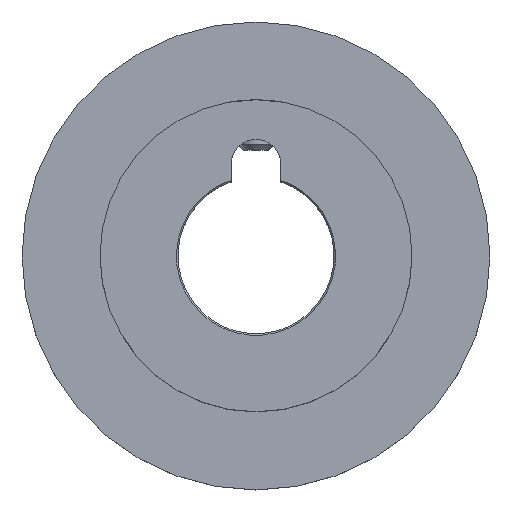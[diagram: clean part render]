
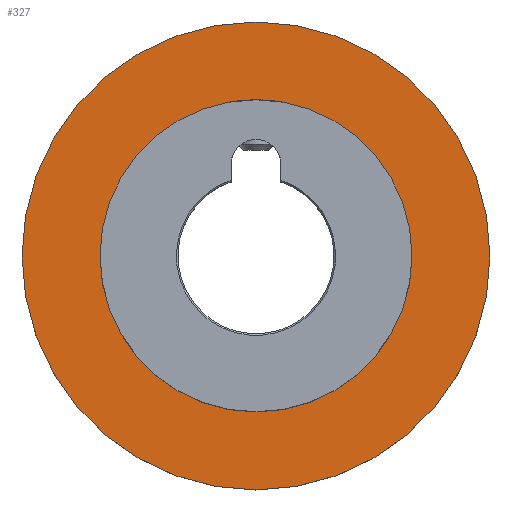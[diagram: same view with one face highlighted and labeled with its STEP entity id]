
A CAD part, top view. The second image highlights one B-rep face of the part: STEP entity #327.
In plain terms, the highlighted planar face has unit normal (0, 0, 1).
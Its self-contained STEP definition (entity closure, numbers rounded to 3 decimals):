
#327 = ADVANCED_FACE( '', ( #516, #517 ), #518, .T. );
#516 = FACE_OUTER_BOUND( '', #788, .T. );
#517 = FACE_BOUND( '', #789, .T. );
#518 = PLANE( '', #790 );
#788 = EDGE_LOOP( '', ( #1109 ) );
#789 = EDGE_LOOP( '', ( #1110 ) );
#790 = AXIS2_PLACEMENT_3D( '', #1111, #1112, #1113 );
#1109 = ORIENTED_EDGE( '', *, *, #1929, .T. );
#1110 = ORIENTED_EDGE( '', *, *, #1922, .F. );
#1111 = CARTESIAN_POINT( '', ( 0., 0., 18. ) );
#1112 = DIRECTION( '', ( 0., 0., 1. ) );
#1113 = DIRECTION( '', ( 1., 0., 0. ) );
#1922 = EDGE_CURVE( '', #2215, #2215, #2216, .T. );
#1929 = EDGE_CURVE( '', #2227, #2227, #2228, .T. );
#2215 = VERTEX_POINT( '', #2771 );
#2216 = CIRCLE( '', #2772, 50. );
#2227 = VERTEX_POINT( '', #2858 );
#2228 = CIRCLE( '', #2859, 75. );
#2771 = CARTESIAN_POINT( '', ( 50., 0., 18. ) );
#2772 = AXIS2_PLACEMENT_3D( '', #3524, #3525, #3526 );
#2858 = CARTESIAN_POINT( '', ( 75., 0., 18. ) );
#2859 = AXIS2_PLACEMENT_3D( '', #3538, #3539, #3540 );
#3524 = CARTESIAN_POINT( '', ( 0., 0., 18. ) );
#3525 = DIRECTION( '', ( 0., 0., 1. ) );
#3526 = DIRECTION( '', ( 1., 0., 0. ) );
#3538 = CARTESIAN_POINT( '', ( 0., 0., 18. ) );
#3539 = DIRECTION( '', ( 0., 0., 1. ) );
#3540 = DIRECTION( '', ( 1., 0., 0. ) );
